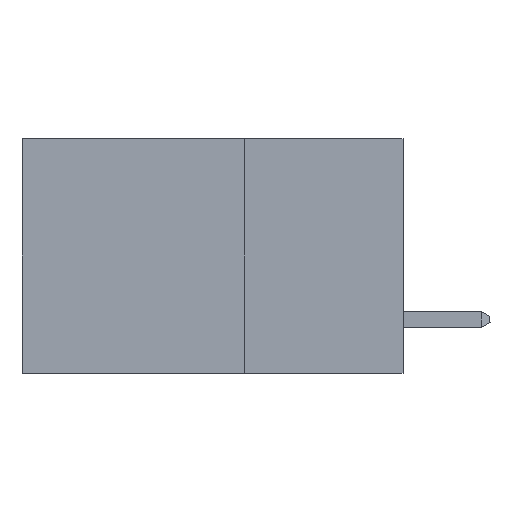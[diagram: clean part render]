
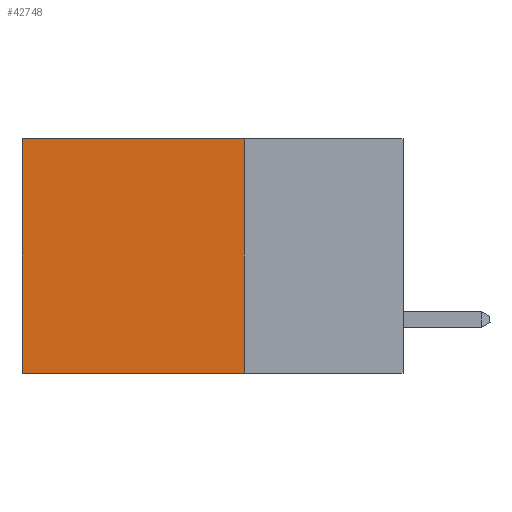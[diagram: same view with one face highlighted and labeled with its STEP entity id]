
A CAD part, left-side view. The second image highlights one B-rep face of the part: STEP entity #42748.
In plain terms, the highlighted planar face has unit normal (-1, 0, 0).
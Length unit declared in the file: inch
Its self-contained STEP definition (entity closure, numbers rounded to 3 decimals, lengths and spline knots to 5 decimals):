
#462 = CARTESIAN_POINT ( 'NONE',  ( 0.2875, 0.25, -0.37 ) ) ;
#849 = VERTEX_POINT ( 'NONE', #5929 ) ;
#1012 = CARTESIAN_POINT ( 'NONE',  ( 0.2875, 0.25, 0. ) ) ;
#4322 = LINE ( 'NONE', #31030, #11662 ) ;
#5747 = EDGE_CURVE ( 'NONE', #32095, #6895, #4322, .T. ) ;
#5929 = CARTESIAN_POINT ( 'NONE',  ( 0.2875, 0.6, 0. ) ) ;
#6123 = CARTESIAN_POINT ( 'NONE',  ( 0.2875, 0.25, 0. ) ) ;
#6895 = VERTEX_POINT ( 'NONE', #13466 ) ;
#7464 = DIRECTION ( 'NONE',  ( 0., 1., 0. ) ) ;
#8949 = CARTESIAN_POINT ( 'NONE',  ( 0.2875, 0.6, -0.37 ) ) ;
#10333 = VECTOR ( 'NONE', #35271, 39.37008 ) ;
#10924 = ORIENTED_EDGE ( 'NONE', *, *, #19914, .T. ) ;
#11662 = VECTOR ( 'NONE', #30721, 39.37008 ) ;
#11705 = DIRECTION ( 'NONE',  ( 1., 0., 0. ) ) ;
#13466 = CARTESIAN_POINT ( 'NONE',  ( 0.2875, 0.25, -0.37 ) ) ;
#14908 = ORIENTED_EDGE ( 'NONE', *, *, #28786, .T. ) ;
#19914 = EDGE_CURVE ( 'NONE', #849, #36070, #22227, .T. ) ;
#20435 = VECTOR ( 'NONE', #7464, 39.37008 ) ;
#22227 = LINE ( 'NONE', #38909, #10333 ) ;
#23953 = EDGE_LOOP ( 'NONE', ( #10924, #33793, #37362, #14908 ) ) ;
#27167 = LINE ( 'NONE', #462, #20435 ) ;
#28786 = EDGE_CURVE ( 'NONE', #32095, #849, #30378, .T. ) ;
#29905 = EDGE_CURVE ( 'NONE', #6895, #36070, #27167, .T. ) ;
#30378 = LINE ( 'NONE', #1012, #33240 ) ;
#30721 = DIRECTION ( 'NONE',  ( 0., 0., -1. ) ) ;
#31030 = CARTESIAN_POINT ( 'NONE',  ( 0.2875, 0.25, 0. ) ) ;
#32095 = VERTEX_POINT ( 'NONE', #6123 ) ;
#33240 = VECTOR ( 'NONE', #44331, 39.37008 ) ;
#33793 = ORIENTED_EDGE ( 'NONE', *, *, #29905, .F. ) ;
#34939 = FACE_OUTER_BOUND ( 'NONE', #23953, .T. ) ;
#35271 = DIRECTION ( 'NONE',  ( 0., 0., -1. ) ) ;
#36070 = VERTEX_POINT ( 'NONE', #8949 ) ;
#36374 = CARTESIAN_POINT ( 'NONE',  ( 0.2875, 0.25, 0. ) ) ;
#37362 = ORIENTED_EDGE ( 'NONE', *, *, #5747, .F. ) ;
#38909 = CARTESIAN_POINT ( 'NONE',  ( 0.2875, 0.6, 0. ) ) ;
#41815 = AXIS2_PLACEMENT_3D ( 'NONE', #36374, #11705, #43879 ) ;
#42748 = ADVANCED_FACE ( 'NONE', ( #34939 ), #44185, .F. ) ;
#43879 = DIRECTION ( 'NONE',  ( 0., 0., -1. ) ) ;
#44185 = PLANE ( 'NONE',  #41815 ) ;
#44331 = DIRECTION ( 'NONE',  ( 0., 1., 0. ) ) ;
